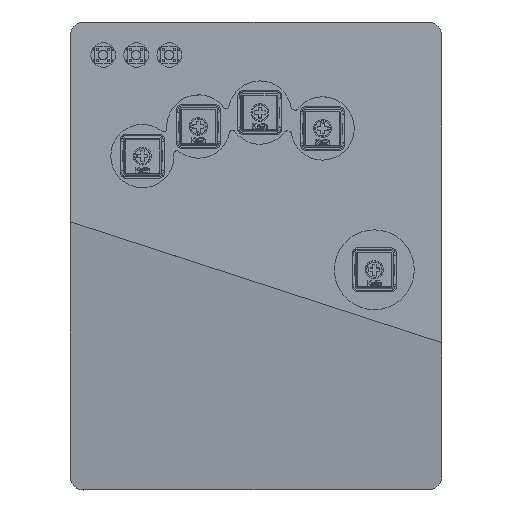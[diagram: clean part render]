
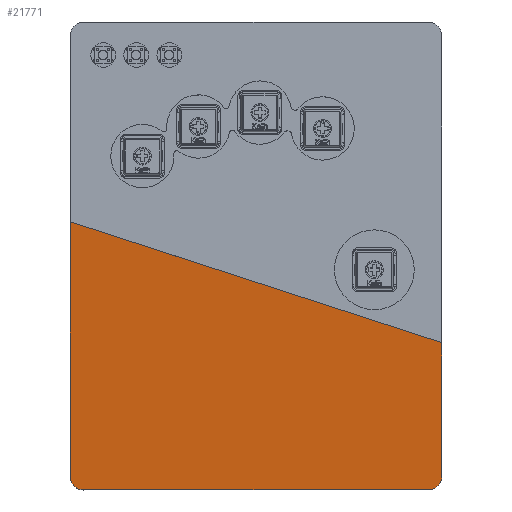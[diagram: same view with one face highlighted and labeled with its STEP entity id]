
A CAD part, top view. The second image highlights one B-rep face of the part: STEP entity #21771.
In plain terms, the highlighted planar face has unit normal (-0.03, -0.092, 0.995).
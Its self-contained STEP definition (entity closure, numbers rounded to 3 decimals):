
#189=ELLIPSE('',#23700,5.024,5.);
#190=ELLIPSE('',#23702,5.024,5.);
#1286=PLANE('',#23707);
#2388=FACE_OUTER_BOUND('',#3917,.T.);
#3917=EDGE_LOOP('',(#19074,#19075,#19076,#19077,#19078,#19079,#19080));
#5928=LINE('',#36732,#8038);
#5931=LINE('',#36737,#8041);
#5933=LINE('',#36740,#8043);
#5934=LINE('',#36742,#8044);
#5935=LINE('',#36744,#8045);
#8038=VECTOR('',#29115,10.);
#8041=VECTOR('',#29120,10.);
#8043=VECTOR('',#29124,10.);
#8044=VECTOR('',#29127,10.);
#8045=VECTOR('',#29130,10.);
#10842=VERTEX_POINT('',#36718);
#10843=VERTEX_POINT('',#36719);
#10844=VERTEX_POINT('',#36724);
#10845=VERTEX_POINT('',#36726);
#10846=VERTEX_POINT('',#36730);
#10847=VERTEX_POINT('',#36731);
#10848=VERTEX_POINT('',#36736);
#13635=EDGE_CURVE('',#10842,#10843,#189,.T.);
#13639=EDGE_CURVE('',#10845,#10844,#190,.T.);
#13641=EDGE_CURVE('',#10846,#10847,#5928,.T.);
#13644=EDGE_CURVE('',#10847,#10848,#5931,.T.);
#13646=EDGE_CURVE('',#10848,#10842,#5933,.T.);
#13647=EDGE_CURVE('',#10843,#10845,#5934,.T.);
#13648=EDGE_CURVE('',#10844,#10846,#5935,.T.);
#19074=ORIENTED_EDGE('',*,*,#13639,.T.);
#19075=ORIENTED_EDGE('',*,*,#13648,.T.);
#19076=ORIENTED_EDGE('',*,*,#13641,.T.);
#19077=ORIENTED_EDGE('',*,*,#13644,.T.);
#19078=ORIENTED_EDGE('',*,*,#13646,.T.);
#19079=ORIENTED_EDGE('',*,*,#13635,.T.);
#19080=ORIENTED_EDGE('',*,*,#13647,.T.);
#21771=ADVANCED_FACE('',(#2388),#1286,.F.);
#23700=AXIS2_PLACEMENT_3D('',#36720,#29103,#29104);
#23702=AXIS2_PLACEMENT_3D('',#36727,#29110,#29111);
#23707=AXIS2_PLACEMENT_3D('',#36743,#29128,#29129);
#29103=DIRECTION('center_axis',(-0.03,-0.092,
0.995));
#29104=DIRECTION('ref_axis',(-0.308,-0.947,-0.097));
#29110=DIRECTION('center_axis',(-0.03,-0.092,
0.995));
#29111=DIRECTION('ref_axis',(0.308,0.947,0.097));
#29115=DIRECTION('',(0.,0.996,0.092));
#29120=DIRECTION('',(-0.951,0.309,0.));
#29124=DIRECTION('',(0.,-0.996,-0.092));
#29127=DIRECTION('',(1.,0.,0.03));
#29128=DIRECTION('center_axis',(0.03,0.092,-0.995));
#29129=DIRECTION('ref_axis',(-0.308,-0.947,-0.097));
#29130=DIRECTION('',(0.,0.996,0.092));
#36718=CARTESIAN_POINT('',(0.001,4.997,4.462));
#36719=CARTESIAN_POINT('',(4.929,-0.003,4.148));
#36720=CARTESIAN_POINT('Origin',(5.001,4.997,4.612));
#36724=CARTESIAN_POINT('',(135.,4.93,8.509));
#36726=CARTESIAN_POINT('',(130.073,0.,7.905));
#36727=CARTESIAN_POINT('Origin',(130.001,5.,8.365));
#36730=CARTESIAN_POINT('',(135.,46.389,12.339));
#36731=CARTESIAN_POINT('',(135.,53.539,13.));
#36732=CARTESIAN_POINT('',(135.,50.455,12.715));
#36736=CARTESIAN_POINT('',(-0.001,97.4,13.));
#36737=CARTESIAN_POINT('',(75.367,72.914,13.));
#36740=CARTESIAN_POINT('',(0.,26.759,6.473));
#36742=CARTESIAN_POINT('',(142.829,0.001,8.288));
#36743=CARTESIAN_POINT('Origin',(150.735,48.427,13.));
#36744=CARTESIAN_POINT('',(135.,50.455,12.715));
